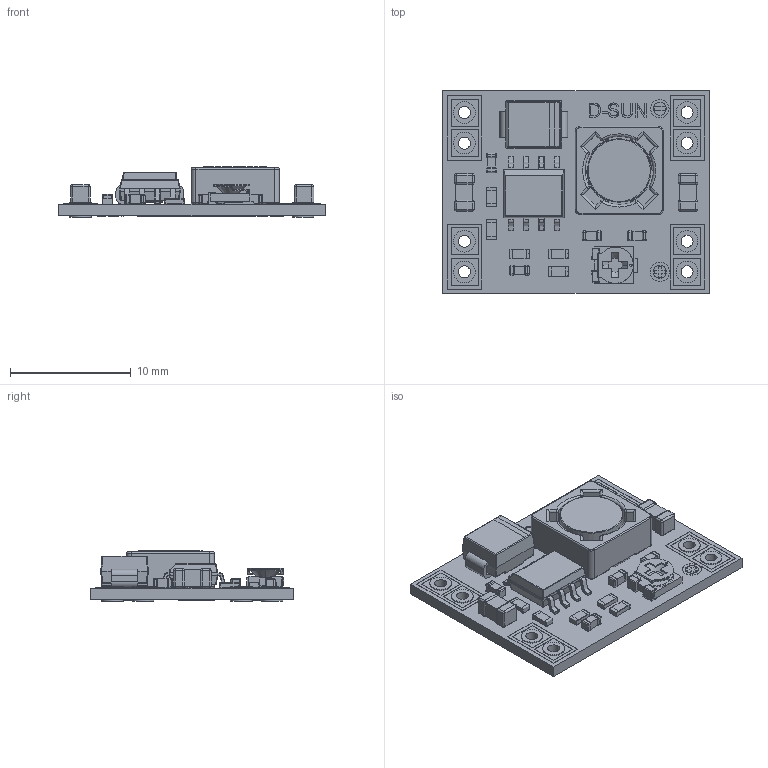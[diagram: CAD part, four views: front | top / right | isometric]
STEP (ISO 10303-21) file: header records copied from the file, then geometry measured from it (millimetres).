
FILE_DESCRIPTION(('FreeCAD Model'),'2;1');
FILE_NAME('D-SUN dc-dc step down converter.step' ,'2017-02-08T21:35:27',('Author'),(''), 'Open CASCADE STEP processor 6.8','FreeCAD','Unknown');
FILE_SCHEMA(('AUTOMOTIVE_DESIGN_CC2 { 1 2 10303 214 -1 1 5 4 }'));
Length unit declared in the file: millimetre
Products named in the file (6): ASSEMBLY; main001; silk-TOP; pins; comp-top; silk-bot
Assembly tree (5 placements, depth 2):
  ASSEMBLY
    main001
    silk-TOP
    pins
    comp-top
    silk-bot
Bounding box: 22.1 x 16.8 x 4.19 mm (x, y, z)
Volume: 608.6 mm3; surface area: 1666.2 mm2
Topology: 52 solids, 52 shells, 1556 faces, 3803 edges, 2252 vertices
Faces by surface type: plane 640, bspline 350, cylinder 308, extrusion 122, sphere 109, torus 22, cone 5
Full cylindrical faces by diameter (mm): 1 x8, 1.07 x2, 1.53 x1, 1.603 x1, 1.8 x16, 5.25 x1
Entity records: 170203 total; most frequent: CARTESIAN_POINT 96472, DIRECTION 9174, ORIENTED_EDGE 7406, PCURVE 7406, DEFINITIONAL_REPRESENTATION 7406, VECTOR 5297, LINE 5175, B_SPLINE_CURVE_WITH_KNOTS 4519
